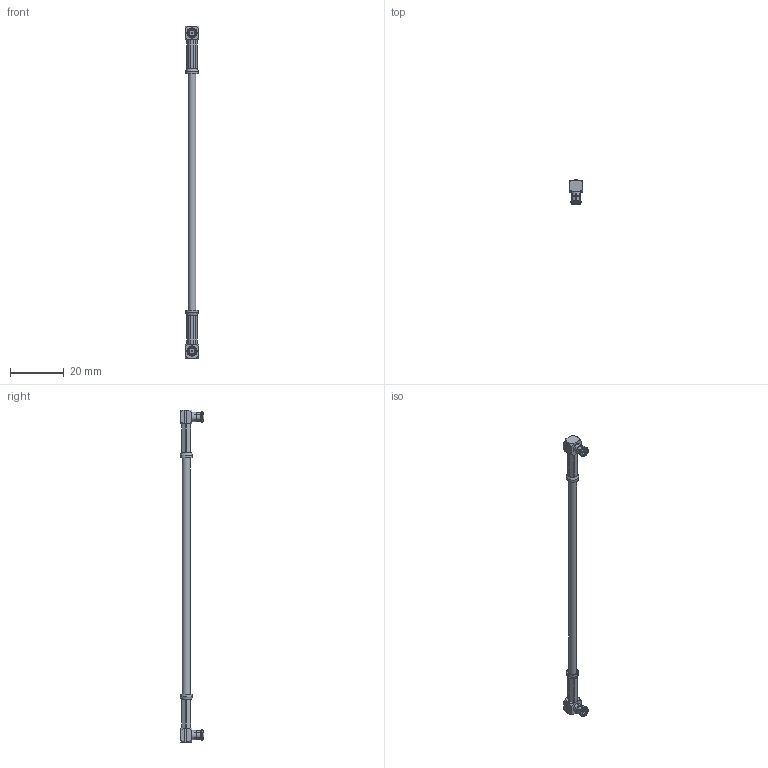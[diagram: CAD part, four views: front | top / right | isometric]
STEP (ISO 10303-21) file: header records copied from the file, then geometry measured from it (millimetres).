
FILE_DESCRIPTION (( 'STEP AP203' ), '1' );
FILE_NAME ('PE37099_3D.step', '2021-05-06T15:21:17', ( '' ), ( '' ), 'SwSTEP 2.0', 'SolidWorks 2020', '' );
FILE_SCHEMA (( 'CONFIG_CONTROL_DESIGN' ));
Length unit declared in the file: inch
Products named in the file (3): PE4879^PE37099_Crimped; PE37099_3D; RG316DS^PE37099_RG-316DS
Assembly tree (3 placements, depth 2):
  PE37099_3D
    RG316DS^PE37099_RG-316DS
    PE4879^PE37099_Crimped  x2
Bounding box: 5.18 x 8.85 x 123.74 mm (x, y, z)
Volume: 1106.6 mm3; surface area: 2089 mm2
Topology: 5 solids, 5 shells, 291 faces, 749 edges, 482 vertices
Faces by surface type: plane 132, cylinder 87, cone 56, bspline 16
Full cylindrical faces by diameter (mm): 0.508 x2, 1.7 x2, 2.032 x2, 2.7 x2, 2.896 x1, 3.498 x2, 3.556 x2, 4.572 x2
Entity records: 6155 total; most frequent: CARTESIAN_POINT 2423, ORIENTED_EDGE 714, DIRECTION 682, EDGE_CURVE 357, AXIS2_PLACEMENT_3D 258, VERTEX_POINT 235, EDGE_LOOP 168, LINE 166
